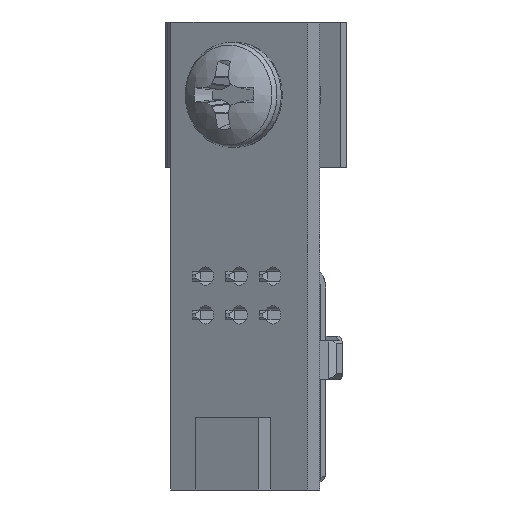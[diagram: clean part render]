
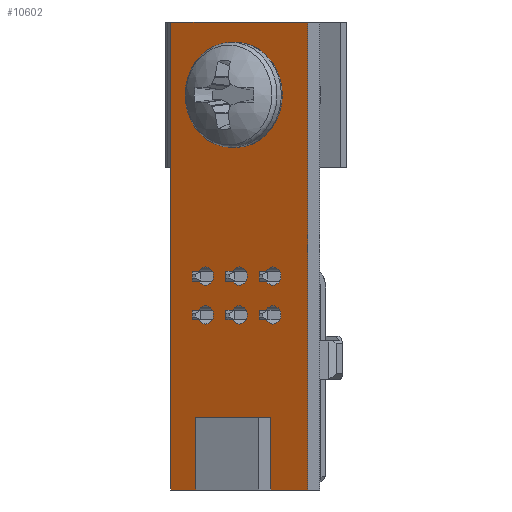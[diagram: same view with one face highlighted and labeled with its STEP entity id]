
A CAD part, left-side view. The second image highlights one B-rep face of the part: STEP entity #10602.
In plain terms, the highlighted face is planar.
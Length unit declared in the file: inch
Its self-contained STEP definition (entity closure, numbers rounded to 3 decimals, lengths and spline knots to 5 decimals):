
#1086=FACE_BOUND('',#2139,.T.);
#1087=FACE_BOUND('',#2140,.T.);
#1088=FACE_BOUND('',#2141,.T.);
#1089=FACE_BOUND('',#2142,.T.);
#1090=FACE_BOUND('',#2143,.T.);
#1091=FACE_BOUND('',#2144,.T.);
#1092=FACE_BOUND('',#2145,.T.);
#1367=PLANE('',#11223);
#1696=FACE_OUTER_BOUND('',#2138,.T.);
#2138=EDGE_LOOP('',(#9524,#9525,#9526,#9527,#9528,#9529,#9530,#9531));
#2139=EDGE_LOOP('',(#9532));
#2140=EDGE_LOOP('',(#9533));
#2141=EDGE_LOOP('',(#9534));
#2142=EDGE_LOOP('',(#9535));
#2143=EDGE_LOOP('',(#9536));
#2144=EDGE_LOOP('',(#9537));
#2145=EDGE_LOOP('',(#9538));
#3417=LINE('',#17297,#4662);
#3421=LINE('',#17305,#4666);
#3424=LINE('',#17311,#4669);
#3431=LINE('',#17330,#4676);
#3434=LINE('',#17335,#4679);
#3435=LINE('',#17337,#4680);
#3438=LINE('',#17343,#4683);
#3441=LINE('',#17347,#4686);
#4662=VECTOR('',#13449,0.3937);
#4666=VECTOR('',#13455,0.3937);
#4669=VECTOR('',#13460,0.3937);
#4676=VECTOR('',#13477,0.3937);
#4679=VECTOR('',#13482,0.3937);
#4680=VECTOR('',#13483,0.3937);
#4683=VECTOR('',#13488,0.3937);
#4686=VECTOR('',#13493,0.3937);
#4847=CIRCLE('',#11195,0.02344);
#4849=CIRCLE('',#11198,0.02344);
#4851=CIRCLE('',#11201,0.02344);
#4853=CIRCLE('',#11204,0.02344);
#4855=CIRCLE('',#11207,0.02344);
#4857=CIRCLE('',#11210,0.02344);
#4859=CIRCLE('',#11217,0.07813);
#6211=VERTEX_POINT('',#17259);
#6213=VERTEX_POINT('',#17265);
#6215=VERTEX_POINT('',#17271);
#6217=VERTEX_POINT('',#17277);
#6219=VERTEX_POINT('',#17283);
#6221=VERTEX_POINT('',#17289);
#6223=VERTEX_POINT('',#17295);
#6224=VERTEX_POINT('',#17296);
#6227=VERTEX_POINT('',#17304);
#6229=VERTEX_POINT('',#17310);
#6231=VERTEX_POINT('',#17318);
#6235=VERTEX_POINT('',#17327);
#6236=VERTEX_POINT('',#17329);
#6238=VERTEX_POINT('',#17336);
#6240=VERTEX_POINT('',#17342);
#7741=EDGE_CURVE('',#6211,#6211,#4847,.T.);
#7744=EDGE_CURVE('',#6213,#6213,#4849,.T.);
#7747=EDGE_CURVE('',#6215,#6215,#4851,.T.);
#7750=EDGE_CURVE('',#6217,#6217,#4853,.T.);
#7753=EDGE_CURVE('',#6219,#6219,#4855,.T.);
#7756=EDGE_CURVE('',#6221,#6221,#4857,.T.);
#7759=EDGE_CURVE('',#6223,#6224,#3417,.T.);
#7763=EDGE_CURVE('',#6224,#6227,#3421,.T.);
#7766=EDGE_CURVE('',#6227,#6229,#3424,.T.);
#7770=EDGE_CURVE('',#6231,#6231,#4859,.T.);
#7775=EDGE_CURVE('',#6236,#6235,#3431,.T.);
#7778=EDGE_CURVE('',#6229,#6236,#3434,.T.);
#7779=EDGE_CURVE('',#6238,#6223,#3435,.T.);
#7782=EDGE_CURVE('',#6240,#6238,#3438,.T.);
#7785=EDGE_CURVE('',#6235,#6240,#3441,.T.);
#9524=ORIENTED_EDGE('',*,*,#7766,.T.);
#9525=ORIENTED_EDGE('',*,*,#7778,.T.);
#9526=ORIENTED_EDGE('',*,*,#7775,.T.);
#9527=ORIENTED_EDGE('',*,*,#7785,.T.);
#9528=ORIENTED_EDGE('',*,*,#7782,.T.);
#9529=ORIENTED_EDGE('',*,*,#7779,.T.);
#9530=ORIENTED_EDGE('',*,*,#7759,.T.);
#9531=ORIENTED_EDGE('',*,*,#7763,.T.);
#9532=ORIENTED_EDGE('',*,*,#7741,.T.);
#9533=ORIENTED_EDGE('',*,*,#7744,.T.);
#9534=ORIENTED_EDGE('',*,*,#7747,.T.);
#9535=ORIENTED_EDGE('',*,*,#7750,.T.);
#9536=ORIENTED_EDGE('',*,*,#7753,.T.);
#9537=ORIENTED_EDGE('',*,*,#7756,.T.);
#9538=ORIENTED_EDGE('',*,*,#7770,.T.);
#10602=ADVANCED_FACE('',(#1696,#1086,#1087,#1088,#1089,#1090,#1091,#1092),
#1367,.T.);
#11195=AXIS2_PLACEMENT_3D('',#17260,#13407,#13408);
#11198=AXIS2_PLACEMENT_3D('',#17266,#13414,#13415);
#11201=AXIS2_PLACEMENT_3D('',#17272,#13421,#13422);
#11204=AXIS2_PLACEMENT_3D('',#17278,#13428,#13429);
#11207=AXIS2_PLACEMENT_3D('',#17284,#13435,#13436);
#11210=AXIS2_PLACEMENT_3D('',#17290,#13442,#13443);
#11217=AXIS2_PLACEMENT_3D('',#17319,#13468,#13469);
#11223=AXIS2_PLACEMENT_3D('',#17348,#13494,#13495);
#13407=DIRECTION('center_axis',(0.,-1.,0.));
#13408=DIRECTION('ref_axis',(-1.,0.,0.));
#13414=DIRECTION('center_axis',(0.,-1.,0.));
#13415=DIRECTION('ref_axis',(-1.,0.,0.));
#13421=DIRECTION('center_axis',(0.,-1.,0.));
#13422=DIRECTION('ref_axis',(-1.,0.,0.));
#13428=DIRECTION('center_axis',(0.,-1.,0.));
#13429=DIRECTION('ref_axis',(-1.,0.,0.));
#13435=DIRECTION('center_axis',(0.,-1.,0.));
#13436=DIRECTION('ref_axis',(-1.,0.,0.));
#13442=DIRECTION('center_axis',(0.,-1.,0.));
#13443=DIRECTION('ref_axis',(-1.,0.,0.));
#13449=DIRECTION('',(-1.,0.,0.));
#13455=DIRECTION('',(0.,0.,-1.));
#13460=DIRECTION('',(1.,0.,0.));
#13468=DIRECTION('center_axis',(0.,-1.,0.));
#13469=DIRECTION('ref_axis',(1.,0.,0.));
#13477=DIRECTION('',(-1.,0.,0.));
#13482=DIRECTION('',(0.,0.,-1.));
#13483=DIRECTION('',(0.,0.,-1.));
#13488=DIRECTION('',(1.,0.,0.));
#13493=DIRECTION('',(0.,0.,1.));
#13494=DIRECTION('center_axis',(0.,1.,0.));
#13495=DIRECTION('ref_axis',(1.,0.,0.));
#17259=CARTESIAN_POINT('',(0.77656,0.0625,-0.20313));
#17260=CARTESIAN_POINT('Origin',(0.75313,0.0625,-0.20313));
#17265=CARTESIAN_POINT('',(0.67656,0.0625,-0.30313));
#17266=CARTESIAN_POINT('Origin',(0.65313,0.0625,-0.30313));
#17271=CARTESIAN_POINT('',(0.67656,0.0625,-0.10313));
#17272=CARTESIAN_POINT('Origin',(0.65313,0.0625,-0.10313));
#17277=CARTESIAN_POINT('',(0.67656,0.0625,-0.20313));
#17278=CARTESIAN_POINT('Origin',(0.65313,0.0625,-0.20313));
#17283=CARTESIAN_POINT('',(0.77656,0.0625,-0.30313));
#17284=CARTESIAN_POINT('Origin',(0.75313,0.0625,-0.30313));
#17289=CARTESIAN_POINT('',(0.77656,0.0625,-0.10313));
#17290=CARTESIAN_POINT('Origin',(0.75313,0.0625,-0.10313));
#17295=CARTESIAN_POINT('',(1.20313,0.0625,-0.10938));
#17296=CARTESIAN_POINT('',(1.01563,0.0625,-0.10938));
#17297=CARTESIAN_POINT('',(0.80859,0.0625,-0.10938));
#17304=CARTESIAN_POINT('',(1.01563,0.0625,-0.29688));
#17305=CARTESIAN_POINT('',(1.01563,0.0625,-0.25));
#17310=CARTESIAN_POINT('',(1.20313,0.0625,-0.29688));
#17311=CARTESIAN_POINT('',(0.90234,0.0625,-0.29688));
#17318=CARTESIAN_POINT('',(0.10938,0.0625,-0.20313));
#17319=CARTESIAN_POINT('Origin',(0.1875,0.0625,-0.20313));
#17327=CARTESIAN_POINT('',(0.,0.0625,-0.40625));
#17329=CARTESIAN_POINT('',(1.20313,0.0625,-0.40625));
#17330=CARTESIAN_POINT('',(1.20313,0.0625,-0.40625));
#17335=CARTESIAN_POINT('',(1.20313,0.0625,0.));
#17336=CARTESIAN_POINT('',(1.20313,0.0625,0.));
#17337=CARTESIAN_POINT('',(1.20313,0.0625,0.));
#17342=CARTESIAN_POINT('',(0.,0.0625,0.));
#17343=CARTESIAN_POINT('',(0.,0.0625,0.));
#17347=CARTESIAN_POINT('',(0.,0.0625,-0.40625));
#17348=CARTESIAN_POINT('Origin',(0.60156,0.0625,-0.20313));
